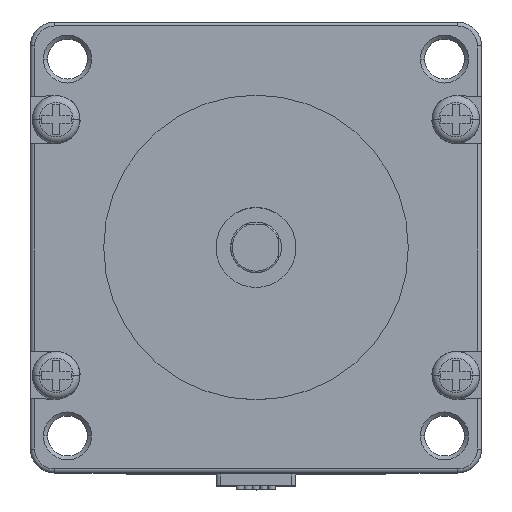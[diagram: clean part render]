
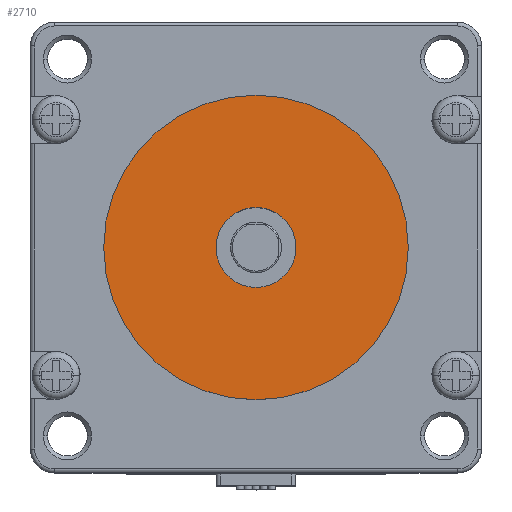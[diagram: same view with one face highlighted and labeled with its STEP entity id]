
A CAD part, top view. The second image highlights one B-rep face of the part: STEP entity #2710.
In plain terms, the highlighted planar face has unit normal (0, 0, 1).
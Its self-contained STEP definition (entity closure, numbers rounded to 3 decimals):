
#291=CARTESIAN_POINT('',(0.,0.,10.1));
#292=DIRECTION('',(0.,0.,1.));
#293=DIRECTION('',(1.,0.,0.));
#294=AXIS2_PLACEMENT_3D('',#291,#292,#293);
#299=CARTESIAN_POINT('',(0.,0.,10.1));
#300=DIRECTION('',(0.,0.,1.));
#301=DIRECTION('',(-1.,0.,0.));
#302=AXIS2_PLACEMENT_3D('',#299,#300,#301);
#307=CARTESIAN_POINT('',(0.,0.,10.1));
#308=DIRECTION('',(0.,0.,-1.));
#309=DIRECTION('',(-1.,0.,0.));
#310=AXIS2_PLACEMENT_3D('',#307,#308,#309);
#315=CARTESIAN_POINT('',(0.,0.,10.1));
#316=DIRECTION('',(0.,0.,-1.));
#317=DIRECTION('',(1.,0.,0.));
#318=AXIS2_PLACEMENT_3D('',#315,#316,#317);
#2213=CARTESIAN_POINT('',(19.05,0.,10.1));
#2214=CARTESIAN_POINT('',(-19.05,0.,10.1));
#2215=VERTEX_POINT('',#2213);
#2216=VERTEX_POINT('',#2214);
#2225=CARTESIAN_POINT('',(-5.,0.,10.1));
#2226=CARTESIAN_POINT('',(5.,0.,10.1));
#2227=VERTEX_POINT('',#2225);
#2228=VERTEX_POINT('',#2226);
#2695=CARTESIAN_POINT('',(0.,0.,10.1));
#2696=DIRECTION('',(0.,0.,1.));
#2697=DIRECTION('',(1.,0.,0.));
#2698=AXIS2_PLACEMENT_3D('',#2695,#2696,#2697);
#2699=PLANE('',#2698);
#2701=ORIENTED_EDGE('',*,*,#2700,.F.);
#2703=ORIENTED_EDGE('',*,*,#2702,.F.);
#2704=EDGE_LOOP('',(#2701,#2703));
#2705=FACE_OUTER_BOUND('',#2704,.F.);
#2706=ORIENTED_EDGE('',*,*,#2675,.F.);
#2707=ORIENTED_EDGE('',*,*,#2689,.F.);
#2708=EDGE_LOOP('',(#2706,#2707));
#2709=FACE_BOUND('',#2708,.F.);
#2710=ADVANCED_FACE('',(#2705,#2709),#2699,.T.);
#295=CIRCLE('',#294,19.05);
#303=CIRCLE('',#302,19.05);
#311=CIRCLE('',#310,5.);
#319=CIRCLE('',#318,5.);
#2675=EDGE_CURVE('',#2227,#2228,#311,.T.);
#2689=EDGE_CURVE('',#2228,#2227,#319,.T.);
#2700=EDGE_CURVE('',#2215,#2216,#295,.T.);
#2702=EDGE_CURVE('',#2216,#2215,#303,.T.);
